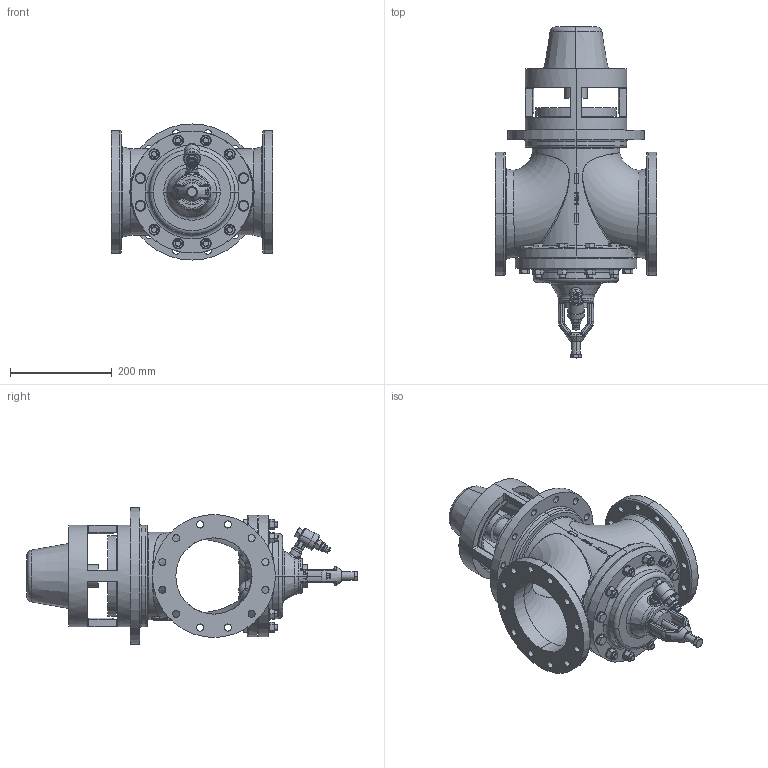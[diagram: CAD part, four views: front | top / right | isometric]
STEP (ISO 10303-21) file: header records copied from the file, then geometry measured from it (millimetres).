
FILE_DESCRIPTION (( 'STEP AP214' ), '1' );
FILE_NAME ('BO150-TEA_15492.STEP', '2012-09-27T07:14:50', ( 'Admin2' ), ( '' ), 'SwSTEP 2.0', 'SolidWorks 2010', '' );
FILE_SCHEMA (( 'AUTOMOTIVE_DESIGN' ));
Length unit declared in the file: millimetre
Products named in the file (1): BO150-TEA_15492
Bounding box: 318 x 653.29 x 268 mm (x, y, z)
Surface area: 990869.3 mm2 (no closed solid volume)
Topology: 0 solids, 83 shells, 1219 faces, 4201 edges, 2886 vertices
Faces by surface type: plane 426, cylinder 298, bspline 199, cone 190, torus 92, sphere 14
Entity records: 80775 total; most frequent: CARTESIAN_POINT 34259, ORIENTED_EDGE 6497, DIRECTION 6215, EDGE_CURVE 4177, VERTEX_POINT 2886, AXIS2_PLACEMENT_3D 2320, LINE 1575, VECTOR 1575
